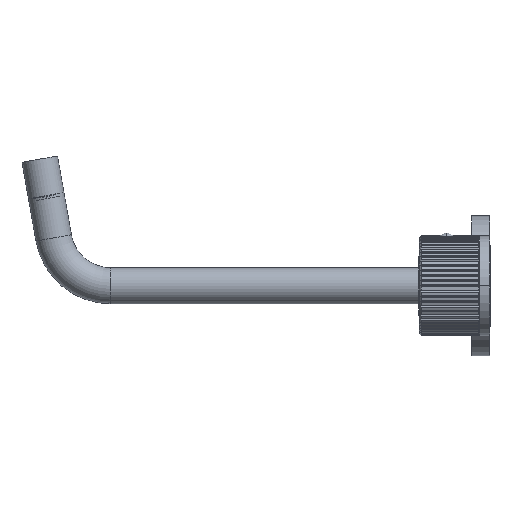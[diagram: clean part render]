
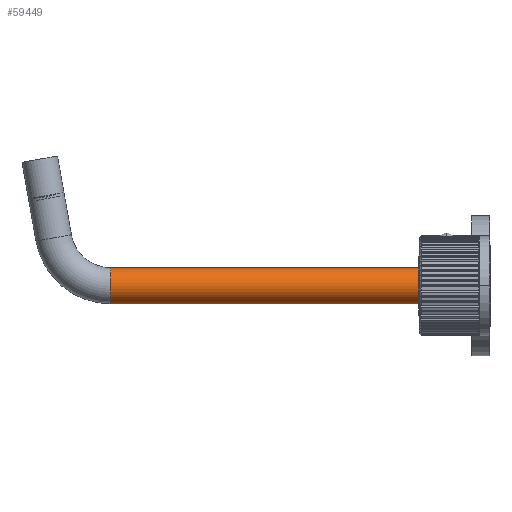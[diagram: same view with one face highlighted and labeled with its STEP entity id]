
A CAD part, left-side view. The second image highlights one B-rep face of the part: STEP entity #59449.
In plain terms, the highlighted cylindrical face has radius 9 mm (diameter 18 mm), a partial arc.
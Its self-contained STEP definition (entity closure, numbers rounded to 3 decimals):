
#51562=CARTESIAN_POINT('',(0.,249.231,0.));
#51563=DIRECTION('',(0.,1.,0.));
#51564=DIRECTION('',(0.,0.,-1.));
#51565=AXIS2_PLACEMENT_3D('',#51562,#51563,#51564);
#51572=CARTESIAN_POINT('',(0.,60.,0.));
#51573=DIRECTION('',(0.,1.,0.));
#51574=DIRECTION('',(0.,0.,-1.));
#51575=AXIS2_PLACEMENT_3D('',#51572,#51573,#51574);
#51577=DIRECTION('',(0.,1.,0.));
#51578=VECTOR('',#51577,189.231);
#51579=CARTESIAN_POINT('',(0.,60.,-9.));
#51580=LINE('',#51579,#51578);
#51586=DIRECTION('',(0.,1.,0.));
#51587=VECTOR('',#51586,189.231);
#51588=CARTESIAN_POINT('',(0.,60.,9.));
#51589=LINE('',#51588,#51587);
#57365=CARTESIAN_POINT('',(0.,249.231,9.));
#57366=CARTESIAN_POINT('',(0.,249.231,-9.));
#57367=VERTEX_POINT('',#57365);
#57368=VERTEX_POINT('',#57366);
#57381=CARTESIAN_POINT('',(0.,60.,9.));
#57382=CARTESIAN_POINT('',(0.,60.,-9.));
#57383=VERTEX_POINT('',#57381);
#57384=VERTEX_POINT('',#57382);
#59435=CARTESIAN_POINT('',(0.,36.5,0.));
#59436=DIRECTION('',(0.,1.,0.));
#59437=DIRECTION('',(0.,0.,1.));
#59438=AXIS2_PLACEMENT_3D('',#59435,#59436,#59437);
#59439=CYLINDRICAL_SURFACE('',#59438,9.);
#59441=ORIENTED_EDGE('',*,*,#59440,.F.);
#59443=ORIENTED_EDGE('',*,*,#59442,.T.);
#59444=ORIENTED_EDGE('',*,*,#59418,.T.);
#59446=ORIENTED_EDGE('',*,*,#59445,.F.);
#59447=EDGE_LOOP('',(#59441,#59443,#59444,#59446));
#59448=FACE_OUTER_BOUND('',#59447,.F.);
#59449=ADVANCED_FACE('',(#59448),#59439,.T.);
#51566=CIRCLE('',#51565,9.);
#51576=CIRCLE('',#51575,9.);
#59418=EDGE_CURVE('',#57368,#57367,#51566,.T.);
#59440=EDGE_CURVE('',#57384,#57383,#51576,.T.);
#59442=EDGE_CURVE('',#57384,#57368,#51580,.T.);
#59445=EDGE_CURVE('',#57383,#57367,#51589,.T.);
